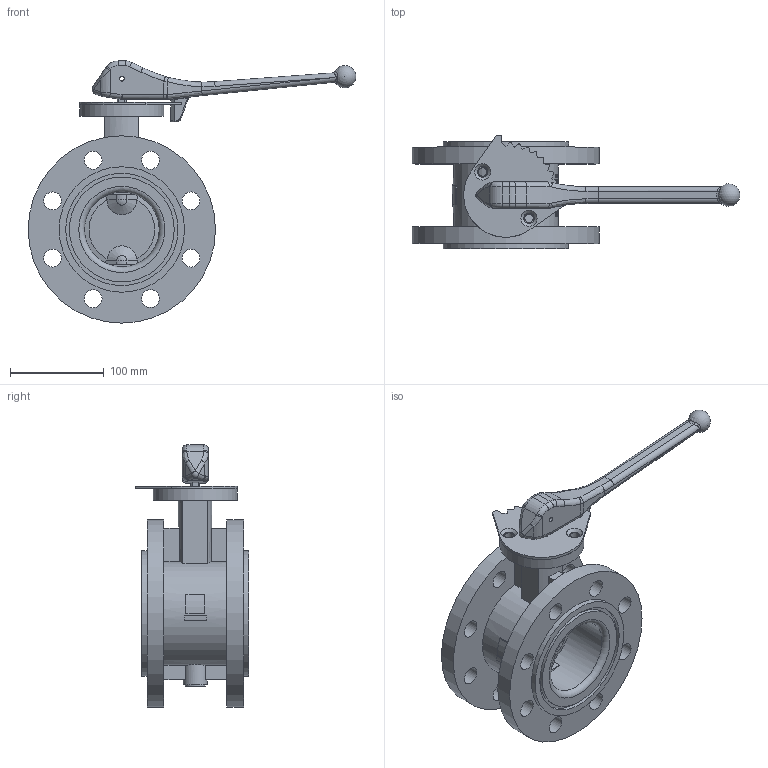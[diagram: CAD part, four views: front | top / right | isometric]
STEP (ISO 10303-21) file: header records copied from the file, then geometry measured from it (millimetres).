
FILE_DESCRIPTION(/* description */ (''),/* implementation_level */ '2;1');
FILE_NAME(/* name */ 'EVFS DN80 PN10-16_lever_std.step',/* time_stamp */ '2025-07-16T09:43:21+02:00',/* author */ (''),/* organization */ (''),/* preprocessor_version */ 'ST-DEVELOPER v20.1',/* originating_system */ 'Autodesk Translation Framework v14.10.0.0',/* authorisation */ '');
FILE_SCHEMA (('AUTOMOTIVE_DESIGN { 1 0 10303 214 3 1 1 }'));
Length unit declared in the file: millimetre
Products named in the file (3): EVFS DN80 PN10-16 w/lever_std; EV-SERIES LEVER L1; EVFS DN80 PN10-16
Assembly tree (2 placements, depth 2):
  EVFS DN80 PN10-16 w/lever_std
    EV-SERIES LEVER L1
    EVFS DN80 PN10-16
Bounding box: 349.91 x 121 x 280 mm (x, y, z)
Volume: 1651435.6 mm3; surface area: 262585.1 mm2
Topology: 2 solids, 2 shells, 532 faces, 1365 edges, 861 vertices
Faces by surface type: plane 244, cylinder 132, bspline 115, torus 22, cone 11, sphere 8
Full cylindrical faces by diameter (mm): 5 x2, 9 x4, 16 x1, 19 x16, 21 x1, 26 x1, 80 x2, 90 x1, 112 x2, 120 x2, 134 x2, 200 x2
Entity records: 21606 total; most frequent: CARTESIAN_POINT 8745, ORIENTED_EDGE 2702, DIRECTION 2430, EDGE_CURVE 1351, AXIS2_PLACEMENT_3D 880, VERTEX_POINT 861, LINE 670, VECTOR 670
